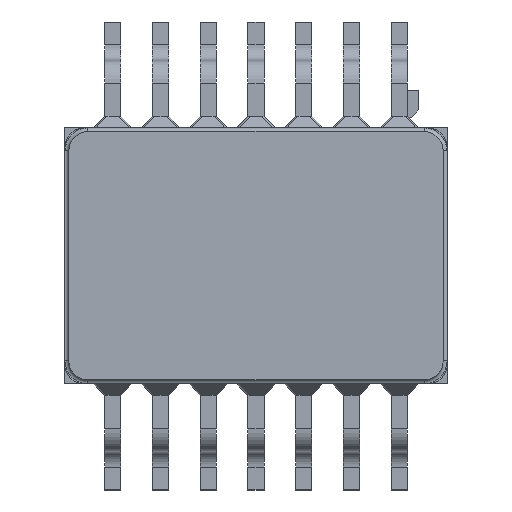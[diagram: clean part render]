
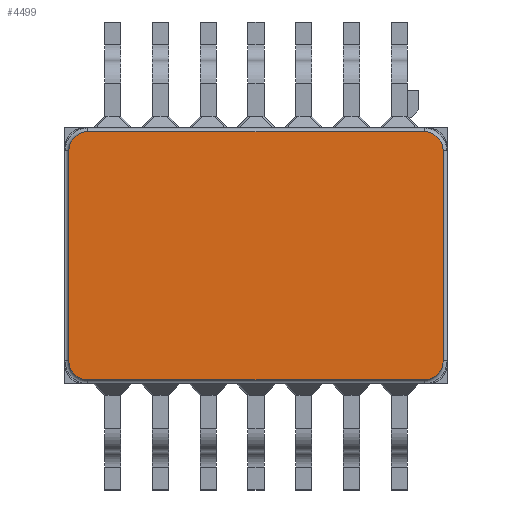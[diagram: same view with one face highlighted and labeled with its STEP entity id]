
A CAD part, top view. The second image highlights one B-rep face of the part: STEP entity #4499.
In plain terms, the highlighted face is planar.
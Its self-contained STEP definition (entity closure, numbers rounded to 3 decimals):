
#58 = AXIS2_PLACEMENT_3D ( 'NONE', #3985, #9806, #4826 ) ;
#119 = ORIENTED_EDGE ( 'NONE', *, *, #4866, .F. ) ;
#164 = CARTESIAN_POINT ( 'NONE',  ( 0., -3.25, -0.1 ) ) ;
#220 = CARTESIAN_POINT ( 'NONE',  ( 0., 3.25, -0.1 ) ) ;
#238 = DIRECTION ( 'NONE',  ( 0., 0., -1. ) ) ;
#512 = LINE ( 'NONE', #10282, #4684 ) ;
#588 = EDGE_CURVE ( 'NONE', #6134, #1426, #512, .T. ) ;
#766 = DIRECTION ( 'NONE',  ( 1., 0., 0. ) ) ;
#801 = DIRECTION ( 'NONE',  ( -1., 0., 0. ) ) ;
#1064 = DIRECTION ( 'NONE',  ( -1., 0., 0. ) ) ;
#1348 = DIRECTION ( 'NONE',  ( 0., 0., -1. ) ) ;
#1396 = CARTESIAN_POINT ( 'NONE',  ( -4.4, -2.75, -0.1 ) ) ;
#1426 = VERTEX_POINT ( 'NONE', #6676 ) ;
#1556 = PLANE ( 'NONE',  #8284 ) ;
#1750 = EDGE_CURVE ( 'NONE', #9433, #9637, #2232, .T. ) ;
#1832 = DIRECTION ( 'NONE',  ( 1., 0., 0. ) ) ;
#1995 = EDGE_CURVE ( 'NONE', #9637, #7712, #7842, .T. ) ;
#2232 = CIRCLE ( 'NONE', #58, 0.5 ) ;
#2454 = ORIENTED_EDGE ( 'NONE', *, *, #8756, .T. ) ;
#2668 = CIRCLE ( 'NONE', #9081, 0.5 ) ;
#2732 = VERTEX_POINT ( 'NONE', #3771 ) ;
#2801 = EDGE_CURVE ( 'NONE', #3234, #1426, #2668, .T. ) ;
#2831 = DIRECTION ( 'NONE',  ( 0., -1., 0. ) ) ;
#2901 = CARTESIAN_POINT ( 'NONE',  ( -4.9, 2.75, -0.1 ) ) ;
#2921 = CARTESIAN_POINT ( 'NONE',  ( -4.4, 3.25, -0.1 ) ) ;
#3234 = VERTEX_POINT ( 'NONE', #4636 ) ;
#3771 = CARTESIAN_POINT ( 'NONE',  ( 4.4, 3.25, -0.1 ) ) ;
#3813 = LINE ( 'NONE', #164, #5793 ) ;
#3985 = CARTESIAN_POINT ( 'NONE',  ( 4.4, -2.75, -0.1 ) ) ;
#4297 = DIRECTION ( 'NONE',  ( 0., 1., 0. ) ) ;
#4499 = ADVANCED_FACE ( 'NONE', ( #6764 ), #1556, .T. ) ;
#4636 = CARTESIAN_POINT ( 'NONE',  ( -4.4, -3.25, -0.1 ) ) ;
#4684 = VECTOR ( 'NONE', #2831, 1000. ) ;
#4686 = AXIS2_PLACEMENT_3D ( 'NONE', #5246, #238, #6074 ) ;
#4826 = DIRECTION ( 'NONE',  ( -1., 0., 0. ) ) ;
#4866 = EDGE_CURVE ( 'NONE', #2732, #5614, #10244, .T. ) ;
#5246 = CARTESIAN_POINT ( 'NONE',  ( -4.4, 2.75, -0.1 ) ) ;
#5461 = CARTESIAN_POINT ( 'NONE',  ( 4.9, 2.75, -0.1 ) ) ;
#5614 = VERTEX_POINT ( 'NONE', #2921 ) ;
#5784 = DIRECTION ( 'NONE',  ( 0., 0., -1. ) ) ;
#5793 = VECTOR ( 'NONE', #1832, 1000. ) ;
#5813 = DIRECTION ( 'NONE',  ( 0., 0., 1. ) ) ;
#5862 = ORIENTED_EDGE ( 'NONE', *, *, #1750, .F. ) ;
#6024 = EDGE_CURVE ( 'NONE', #3234, #9433, #3813, .T. ) ;
#6074 = DIRECTION ( 'NONE',  ( -1., 0., 0. ) ) ;
#6134 = VERTEX_POINT ( 'NONE', #2901 ) ;
#6676 = CARTESIAN_POINT ( 'NONE',  ( -4.9, -2.75, -0.1 ) ) ;
#6764 = FACE_OUTER_BOUND ( 'NONE', #6789, .T. ) ;
#6789 = EDGE_LOOP ( 'NONE', ( #5862, #8010, #9144, #9300, #2454, #119, #10670, #8055 ) ) ;
#7209 = DIRECTION ( 'NONE',  ( -1., 0., 0. ) ) ;
#7712 = VERTEX_POINT ( 'NONE', #5461 ) ;
#7842 = LINE ( 'NONE', #10119, #10051 ) ;
#7941 = CARTESIAN_POINT ( 'NONE',  ( 4.4, -3.25, -0.1 ) ) ;
#8010 = ORIENTED_EDGE ( 'NONE', *, *, #6024, .F. ) ;
#8055 = ORIENTED_EDGE ( 'NONE', *, *, #1995, .F. ) ;
#8284 = AXIS2_PLACEMENT_3D ( 'NONE', #10744, #5784, #766 ) ;
#8571 = EDGE_CURVE ( 'NONE', #7712, #2732, #9166, .T. ) ;
#8756 = EDGE_CURVE ( 'NONE', #6134, #5614, #8904, .T. ) ;
#8904 = CIRCLE ( 'NONE', #4686, 0.5 ) ;
#8944 = VECTOR ( 'NONE', #1064, 1000. ) ;
#9081 = AXIS2_PLACEMENT_3D ( 'NONE', #1396, #1348, #7209 ) ;
#9144 = ORIENTED_EDGE ( 'NONE', *, *, #2801, .T. ) ;
#9166 = CIRCLE ( 'NONE', #10682, 0.5 ) ;
#9300 = ORIENTED_EDGE ( 'NONE', *, *, #588, .F. ) ;
#9433 = VERTEX_POINT ( 'NONE', #7941 ) ;
#9637 = VERTEX_POINT ( 'NONE', #10623 ) ;
#9806 = DIRECTION ( 'NONE',  ( 0., 0., 1. ) ) ;
#10051 = VECTOR ( 'NONE', #4297, 1000. ) ;
#10119 = CARTESIAN_POINT ( 'NONE',  ( 4.9, 0., -0.1 ) ) ;
#10244 = LINE ( 'NONE', #220, #8944 ) ;
#10282 = CARTESIAN_POINT ( 'NONE',  ( -4.9, 0., -0.1 ) ) ;
#10623 = CARTESIAN_POINT ( 'NONE',  ( 4.9, -2.75, -0.1 ) ) ;
#10670 = ORIENTED_EDGE ( 'NONE', *, *, #8571, .F. ) ;
#10682 = AXIS2_PLACEMENT_3D ( 'NONE', #10776, #5813, #801 ) ;
#10744 = CARTESIAN_POINT ( 'NONE',  ( -4.9, 3.25, -0.1 ) ) ;
#10776 = CARTESIAN_POINT ( 'NONE',  ( 4.4, 2.75, -0.1 ) ) ;
